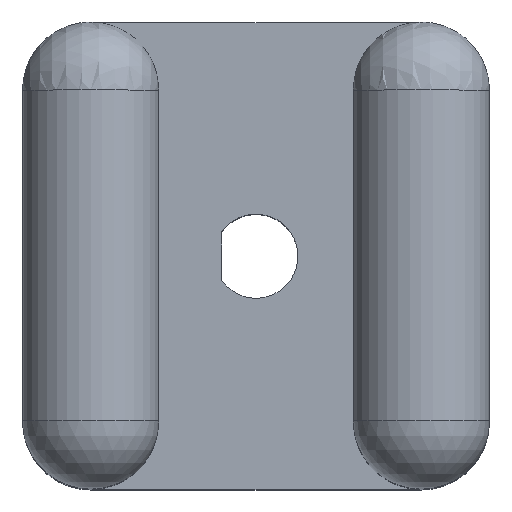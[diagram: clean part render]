
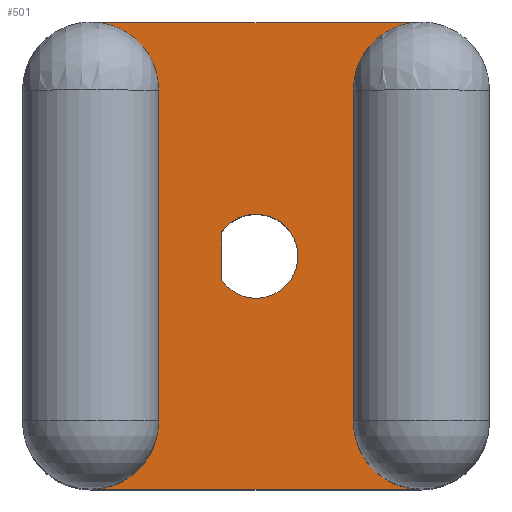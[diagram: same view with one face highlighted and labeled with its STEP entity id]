
A CAD part, top view. The second image highlights one B-rep face of the part: STEP entity #501.
In plain terms, the highlighted planar face has unit normal (0, 0, 1).
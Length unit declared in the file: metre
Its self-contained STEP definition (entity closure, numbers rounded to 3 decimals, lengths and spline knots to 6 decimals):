
#46=CIRCLE('',#582,0.0027);
#47=CIRCLE('',#583,0.004375);
#48=CIRCLE('',#584,0.004375);
#49=CIRCLE('',#585,0.004375);
#50=CIRCLE('',#586,0.004375);
#119=ORIENTED_EDGE('',*,*,#245,.T.);
#120=ORIENTED_EDGE('',*,*,#246,.T.);
#121=ORIENTED_EDGE('',*,*,#225,.F.);
#122=ORIENTED_EDGE('',*,*,#247,.T.);
#123=ORIENTED_EDGE('',*,*,#227,.T.);
#124=ORIENTED_EDGE('',*,*,#248,.T.);
#125=ORIENTED_EDGE('',*,*,#231,.T.);
#126=ORIENTED_EDGE('',*,*,#249,.T.);
#127=ORIENTED_EDGE('',*,*,#237,.F.);
#128=ORIENTED_EDGE('',*,*,#250,.T.);
#225=EDGE_CURVE('',#289,#290,#329,.T.);
#227=EDGE_CURVE('',#291,#292,#331,.T.);
#231=EDGE_CURVE('',#295,#296,#335,.T.);
#237=EDGE_CURVE('',#301,#302,#341,.T.);
#245=EDGE_CURVE('',#309,#310,#46,.F.);
#246=EDGE_CURVE('',#310,#309,#348,.T.);
#247=EDGE_CURVE('',#289,#291,#47,.T.);
#248=EDGE_CURVE('',#292,#295,#48,.T.);
#249=EDGE_CURVE('',#296,#302,#49,.T.);
#250=EDGE_CURVE('',#301,#290,#50,.T.);
#289=VERTEX_POINT('',#843);
#290=VERTEX_POINT('',#845);
#291=VERTEX_POINT('',#849);
#292=VERTEX_POINT('',#850);
#295=VERTEX_POINT('',#858);
#296=VERTEX_POINT('',#859);
#301=VERTEX_POINT('',#870);
#302=VERTEX_POINT('',#872);
#309=VERTEX_POINT('',#889);
#310=VERTEX_POINT('',#890);
#329=LINE('',#844,#369);
#331=LINE('',#848,#371);
#335=LINE('',#857,#375);
#341=LINE('',#871,#381);
#348=LINE('',#891,#388);
#369=VECTOR('',#672,1.);
#371=VECTOR('',#676,1.);
#375=VECTOR('',#682,1.);
#381=VECTOR('',#690,1.);
#388=VECTOR('',#705,1.);
#413=EDGE_LOOP('',(#119,#120));
#414=EDGE_LOOP('',(#121,#122,#123,#124,#125,#126,#127,#128));
#451=FACE_BOUND('',#413,.T.);
#452=FACE_BOUND('',#414,.T.);
#483=PLANE('',#581);
#501=ADVANCED_FACE('',(#451,#452),#483,.T.);
#581=AXIS2_PLACEMENT_3D('',#887,#701,#702);
#582=AXIS2_PLACEMENT_3D('',#888,#703,#704);
#583=AXIS2_PLACEMENT_3D('',#892,#706,#707);
#584=AXIS2_PLACEMENT_3D('',#893,#708,#709);
#585=AXIS2_PLACEMENT_3D('',#894,#710,#711);
#586=AXIS2_PLACEMENT_3D('',#895,#712,#713);
#672=DIRECTION('',(1.,0.,0.));
#676=DIRECTION('',(0.,-1.,0.));
#682=DIRECTION('',(1.,0.,0.));
#690=DIRECTION('',(0.,-1.,0.));
#701=DIRECTION('',(0.,0.,1.));
#702=DIRECTION('',(1.,0.,0.));
#703=DIRECTION('',(0.,0.,1.));
#704=DIRECTION('',(1.,0.,0.));
#705=DIRECTION('',(0.,1.,0.));
#706=DIRECTION('',(0.,0.,1.));
#707=DIRECTION('',(1.,0.,0.));
#708=DIRECTION('',(0.,0.,1.));
#709=DIRECTION('',(1.,0.,0.));
#710=DIRECTION('',(0.,0.,1.));
#711=DIRECTION('',(1.,0.,0.));
#712=DIRECTION('',(0.,0.,1.));
#713=DIRECTION('',(1.,0.,0.));
#843=CARTESIAN_POINT('',(-0.010625,0.015,0.));
#844=CARTESIAN_POINT('',(0.,0.015,0.));
#845=CARTESIAN_POINT('',(0.010625,0.015,0.));
#848=CARTESIAN_POINT('',(-0.015,0.,0.));
#849=CARTESIAN_POINT('',(-0.015,0.010625,0.));
#850=CARTESIAN_POINT('',(-0.015,-0.010625,0.));
#857=CARTESIAN_POINT('',(0.,-0.015,0.));
#858=CARTESIAN_POINT('',(-0.010625,-0.015,0.));
#859=CARTESIAN_POINT('',(0.010625,-0.015,0.));
#870=CARTESIAN_POINT('',(0.015,0.010625,0.));
#871=CARTESIAN_POINT('',(0.015,0.,0.));
#872=CARTESIAN_POINT('',(0.015,-0.010625,0.));
#887=CARTESIAN_POINT('',(0.,0.,0.));
#888=CARTESIAN_POINT('',(0.,0.,0.));
#889=CARTESIAN_POINT('',(-0.0022,0.001565,0.));
#890=CARTESIAN_POINT('',(-0.0022,-0.001565,0.));
#891=CARTESIAN_POINT('',(-0.0022,0.,0.));
#892=CARTESIAN_POINT('',(-0.010625,0.010625,0.));
#893=CARTESIAN_POINT('',(-0.010625,-0.010625,0.));
#894=CARTESIAN_POINT('',(0.010625,-0.010625,0.));
#895=CARTESIAN_POINT('',(0.010625,0.010625,0.));
